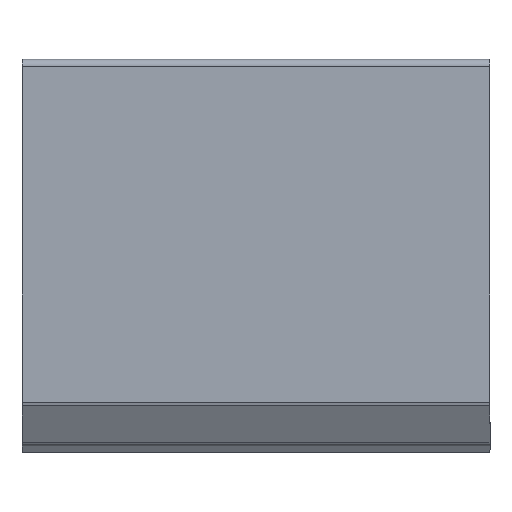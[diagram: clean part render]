
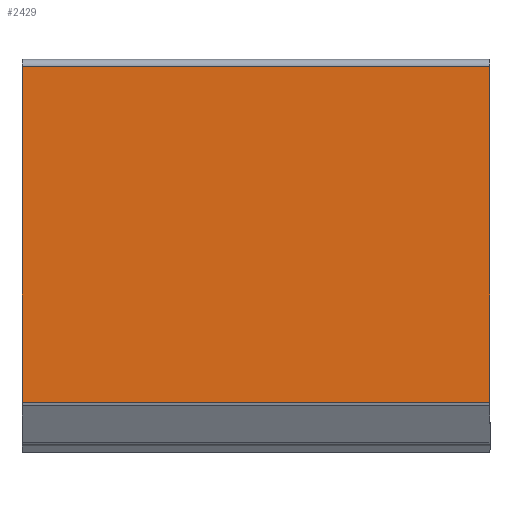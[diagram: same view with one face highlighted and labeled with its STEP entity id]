
A CAD part, top view. The second image highlights one B-rep face of the part: STEP entity #2429.
In plain terms, the highlighted planar face has unit normal (0, 0, 1).
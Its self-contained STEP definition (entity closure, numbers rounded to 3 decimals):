
#57 = VERTEX_POINT ( 'NONE', #2873 ) ;
#109 = DIRECTION ( 'NONE',  ( -1., 0., 0. ) ) ;
#153 = VERTEX_POINT ( 'NONE', #2427 ) ;
#197 = VECTOR ( 'NONE', #4495, 1000. ) ;
#221 = VECTOR ( 'NONE', #4374, 1000. ) ;
#460 = PLANE ( 'NONE',  #4800 ) ;
#1011 = EDGE_CURVE ( 'NONE', #3285, #57, #5162, .T. ) ;
#1088 = VECTOR ( 'NONE', #2098, 1000. ) ;
#1238 = CARTESIAN_POINT ( 'NONE',  ( -103., -74.598, 1.2 ) ) ;
#1324 = EDGE_CURVE ( 'NONE', #57, #153, #5232, .T. ) ;
#1355 = ORIENTED_EDGE ( 'NONE', *, *, #1011, .T. ) ;
#1419 = VERTEX_POINT ( 'NONE', #4863 ) ;
#1425 = ORIENTED_EDGE ( 'NONE', *, *, #3310, .T. ) ;
#1555 = LINE ( 'NONE', #2101, #221 ) ;
#1821 = DIRECTION ( 'NONE',  ( 0., 0., -1. ) ) ;
#1974 = ORIENTED_EDGE ( 'NONE', *, *, #3065, .T. ) ;
#2098 = DIRECTION ( 'NONE',  ( 1., 0., 0. ) ) ;
#2101 = CARTESIAN_POINT ( 'NONE',  ( -103., -75.1, 1.2 ) ) ;
#2427 = CARTESIAN_POINT ( 'NONE',  ( 103., 73.225, 1.2 ) ) ;
#2429 = ADVANCED_FACE ( 'NONE', ( #3412 ), #460, .F. ) ;
#2873 = CARTESIAN_POINT ( 'NONE',  ( 103., -74.598, 1.2 ) ) ;
#3065 = EDGE_CURVE ( 'NONE', #153, #1419, #5522, .T. ) ;
#3285 = VERTEX_POINT ( 'NONE', #1238 ) ;
#3310 = EDGE_CURVE ( 'NONE', #1419, #3285, #1555, .T. ) ;
#3359 = VECTOR ( 'NONE', #4128, 1000. ) ;
#3412 = FACE_OUTER_BOUND ( 'NONE', #5493, .T. ) ;
#4045 = CARTESIAN_POINT ( 'NONE',  ( 103., 73.225, 1.2 ) ) ;
#4128 = DIRECTION ( 'NONE',  ( 0., 1., 0. ) ) ;
#4374 = DIRECTION ( 'NONE',  ( 0., -1., 0. ) ) ;
#4495 = DIRECTION ( 'NONE',  ( -1., 0., 0. ) ) ;
#4702 = ORIENTED_EDGE ( 'NONE', *, *, #1324, .T. ) ;
#4774 = CARTESIAN_POINT ( 'NONE',  ( -103., -74.598, 1.2 ) ) ;
#4800 = AXIS2_PLACEMENT_3D ( 'NONE', #4924, #1821, #109 ) ;
#4863 = CARTESIAN_POINT ( 'NONE',  ( -103., 73.225, 1.2 ) ) ;
#4924 = CARTESIAN_POINT ( 'NONE',  ( 103., 75.1, 1.2 ) ) ;
#5043 = CARTESIAN_POINT ( 'NONE',  ( 103., -75.1, 1.2 ) ) ;
#5162 = LINE ( 'NONE', #4774, #1088 ) ;
#5232 = LINE ( 'NONE', #5043, #3359 ) ;
#5493 = EDGE_LOOP ( 'NONE', ( #1974, #1425, #1355, #4702 ) ) ;
#5522 = LINE ( 'NONE', #4045, #197 ) ;
